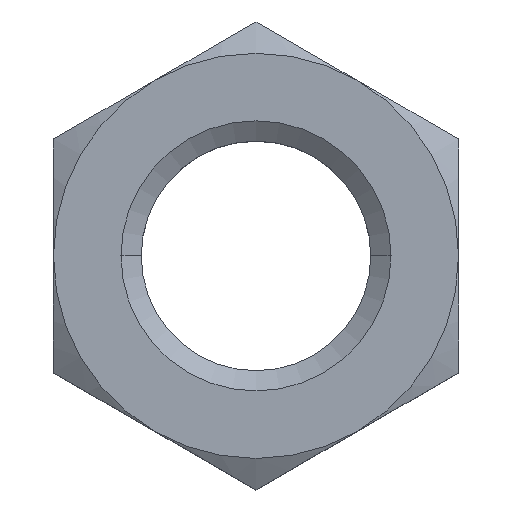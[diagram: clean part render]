
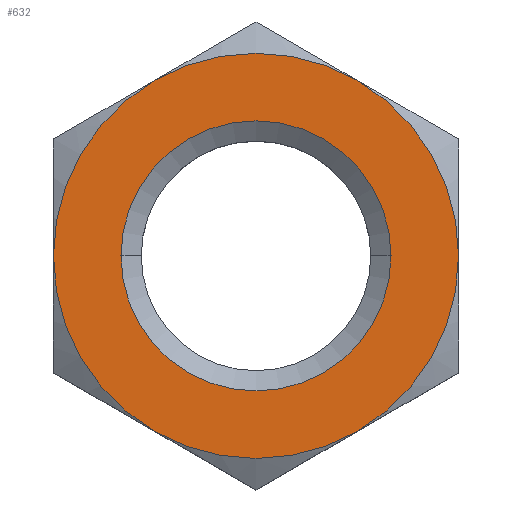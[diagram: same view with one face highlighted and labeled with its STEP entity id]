
A CAD part, top view. The second image highlights one B-rep face of the part: STEP entity #632.
In plain terms, the highlighted planar face has unit normal (0, 0, 1).
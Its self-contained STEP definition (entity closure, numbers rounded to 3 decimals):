
#21 = CIRCLE ( 'NONE', #258, 6. ) ;
#64 = FACE_BOUND ( 'NONE', #211, .T. ) ;
#70 = AXIS2_PLACEMENT_3D ( 'NONE', #505, #504, #503 ) ;
#86 = AXIS2_PLACEMENT_3D ( 'NONE', #519, #518, #516 ) ;
#95 = FACE_OUTER_BOUND ( 'NONE', #207, .T. ) ;
#124 = AXIS2_PLACEMENT_3D ( 'NONE', #535, #533, #531 ) ;
#128 = AXIS2_PLACEMENT_3D ( 'NONE', #539, #538, #537 ) ;
#137 = CARTESIAN_POINT ( 'NONE',  ( 4.5, -7.794, 0. ) ) ;
#141 = CARTESIAN_POINT ( 'NONE',  ( -6., 0., 0. ) ) ;
#145 = AXIS2_PLACEMENT_3D ( 'NONE', #543, #542, #541 ) ;
#146 = AXIS2_PLACEMENT_3D ( 'NONE', #549, #548, #545 ) ;
#162 = AXIS2_PLACEMENT_3D ( 'NONE', #556, #554, #553 ) ;
#165 = ORIENTED_EDGE ( 'NONE', *, *, #832, .F. ) ;
#204 = ORIENTED_EDGE ( 'NONE', *, *, #821, .T. ) ;
#207 = EDGE_LOOP ( 'NONE', ( #408, #339, #708, #461, #204, #165 ) ) ;
#211 = EDGE_LOOP ( 'NONE', ( #596, #338 ) ) ;
#226 = VERTEX_POINT ( 'NONE', #517 ) ;
#258 = AXIS2_PLACEMENT_3D ( 'NONE', #652, #651, #649 ) ;
#333 = AXIS2_PLACEMENT_3D ( 'NONE', #735, #734, #733 ) ;
#338 = ORIENTED_EDGE ( 'NONE', *, *, #778, .F. ) ;
#339 = ORIENTED_EDGE ( 'NONE', *, *, #813, .F. ) ;
#348 = VERTEX_POINT ( 'NONE', #137 ) ;
#359 = VERTEX_POINT ( 'NONE', #141 ) ;
#403 = VERTEX_POINT ( 'NONE', #901 ) ;
#408 = ORIENTED_EDGE ( 'NONE', *, *, #808, .F. ) ;
#461 = ORIENTED_EDGE ( 'NONE', *, *, #820, .F. ) ;
#502 = CARTESIAN_POINT ( 'NONE',  ( -9., 0., 0. ) ) ;
#503 = DIRECTION ( 'NONE',  ( 1., 0., 0. ) ) ;
#504 = DIRECTION ( 'NONE',  ( 0., 0., 1. ) ) ;
#505 = CARTESIAN_POINT ( 'NONE',  ( 0., 0., 0. ) ) ;
#514 = VERTEX_POINT ( 'NONE', #791 ) ;
#516 = DIRECTION ( 'NONE',  ( -1., 0., 0. ) ) ;
#517 = CARTESIAN_POINT ( 'NONE',  ( 4.5, 7.794, 0. ) ) ;
#518 = DIRECTION ( 'NONE',  ( 0., 0., -1. ) ) ;
#519 = CARTESIAN_POINT ( 'NONE',  ( 0., 0., 0. ) ) ;
#531 = DIRECTION ( 'NONE',  ( 1., 0., 0. ) ) ;
#533 = DIRECTION ( 'NONE',  ( 0., 0., 1. ) ) ;
#535 = CARTESIAN_POINT ( 'NONE',  ( 0., 0., 0. ) ) ;
#537 = DIRECTION ( 'NONE',  ( -1., 0., 0. ) ) ;
#538 = DIRECTION ( 'NONE',  ( 0., 0., -1. ) ) ;
#539 = CARTESIAN_POINT ( 'NONE',  ( 0., 0., 0. ) ) ;
#541 = DIRECTION ( 'NONE',  ( -1., 0., 0. ) ) ;
#542 = DIRECTION ( 'NONE',  ( 0., 0., -1. ) ) ;
#543 = CARTESIAN_POINT ( 'NONE',  ( 0., 0., 0. ) ) ;
#545 = DIRECTION ( 'NONE',  ( -1., 0., 0. ) ) ;
#548 = DIRECTION ( 'NONE',  ( 0., 0., -1. ) ) ;
#549 = CARTESIAN_POINT ( 'NONE',  ( 0., 0., 0. ) ) ;
#553 = DIRECTION ( 'NONE',  ( -1., 0., 0. ) ) ;
#554 = DIRECTION ( 'NONE',  ( 0., 0., -1. ) ) ;
#556 = CARTESIAN_POINT ( 'NONE',  ( 0., 0., 0. ) ) ;
#596 = ORIENTED_EDGE ( 'NONE', *, *, #837, .F. ) ;
#632 = ADVANCED_FACE ( 'NONE', ( #95, #64 ), #743, .F. ) ;
#649 = DIRECTION ( 'NONE',  ( 1., 0., 0. ) ) ;
#651 = DIRECTION ( 'NONE',  ( 0., 0., 1. ) ) ;
#652 = CARTESIAN_POINT ( 'NONE',  ( 0., 0., 0. ) ) ;
#690 = CARTESIAN_POINT ( 'NONE',  ( -4.5, 7.794, 0. ) ) ;
#699 = CARTESIAN_POINT ( 'NONE',  ( 9., 0., 0. ) ) ;
#708 = ORIENTED_EDGE ( 'NONE', *, *, #817, .F. ) ;
#726 = VERTEX_POINT ( 'NONE', #699 ) ;
#733 = DIRECTION ( 'NONE',  ( -1., 0., 0. ) ) ;
#734 = DIRECTION ( 'NONE',  ( 0., 0., -1. ) ) ;
#735 = CARTESIAN_POINT ( 'NONE',  ( 0., 10.392, 0. ) ) ;
#740 = VERTEX_POINT ( 'NONE', #690 ) ;
#743 = PLANE ( 'NONE',  #333 ) ;
#778 = EDGE_CURVE ( 'NONE', #359, #403, #21, .T. ) ;
#791 = CARTESIAN_POINT ( 'NONE',  ( -4.5, -7.794, 0. ) ) ;
#808 = EDGE_CURVE ( 'NONE', #841, #740, #903, .T. ) ;
#813 = EDGE_CURVE ( 'NONE', #514, #841, #898, .T. ) ;
#817 = EDGE_CURVE ( 'NONE', #348, #514, #892, .T. ) ;
#820 = EDGE_CURVE ( 'NONE', #726, #348, #890, .T. ) ;
#821 = EDGE_CURVE ( 'NONE', #726, #226, #891, .T. ) ;
#832 = EDGE_CURVE ( 'NONE', #740, #226, #880, .T. ) ;
#837 = EDGE_CURVE ( 'NONE', #403, #359, #873, .T. ) ;
#841 = VERTEX_POINT ( 'NONE', #502 ) ;
#873 = CIRCLE ( 'NONE', #70, 6. ) ;
#880 = CIRCLE ( 'NONE', #86, 9. ) ;
#890 = CIRCLE ( 'NONE', #128, 9. ) ;
#891 = CIRCLE ( 'NONE', #124, 9. ) ;
#892 = CIRCLE ( 'NONE', #145, 9. ) ;
#898 = CIRCLE ( 'NONE', #146, 9. ) ;
#901 = CARTESIAN_POINT ( 'NONE',  ( 6., 0., 0. ) ) ;
#903 = CIRCLE ( 'NONE', #162, 9. ) ;
